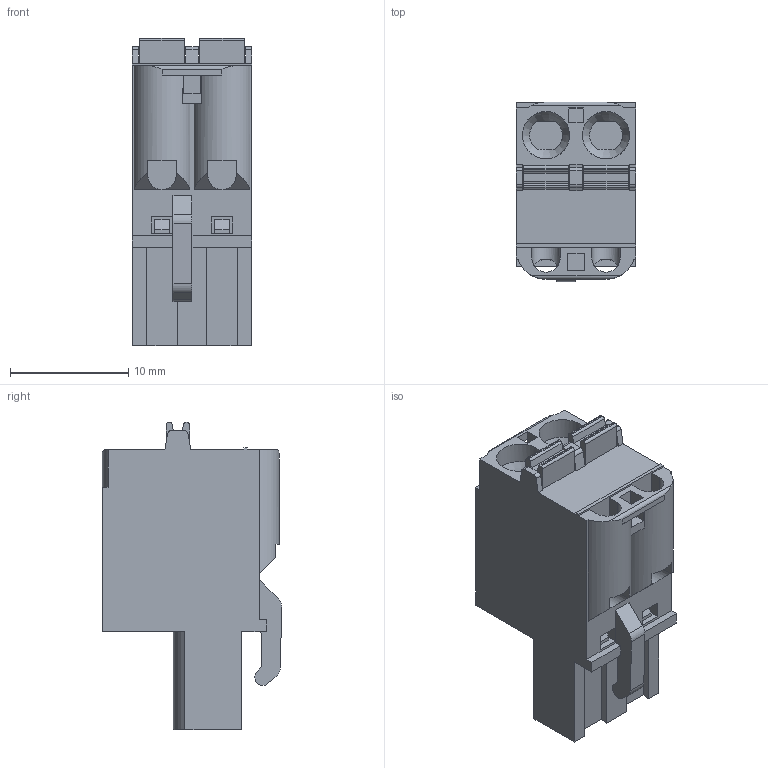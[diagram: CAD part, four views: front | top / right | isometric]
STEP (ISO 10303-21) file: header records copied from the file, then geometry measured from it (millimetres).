
FILE_DESCRIPTION(('STEP AP214'),'1');
FILE_NAME('SHM02-5.08.stp','2015-05-19T07:52:14',(' '),(' '),'Spatial InterOp 3D',' ',' ');
FILE_SCHEMA(('automotive_design'));
Length unit declared in the file: metre
Products named in the file (1): 1
Bounding box: 10.16 x 15.2 x 26 mm (x, y, z)
Volume: 2471.9 mm3; surface area: 1755.5 mm2
Topology: 1 solids, 1 shells, 190 faces, 531 edges, 351 vertices
Faces by surface type: plane 148, cylinder 38, cone 4
Full cylindrical faces by diameter (mm): 4 x2
Entity records: 7620 total; most frequent: CARTESIAN_POINT 1141, ORIENTED_EDGE 1046, DIRECTION 988, EDGE_CURVE 523, LINE 422, VECTOR 422, VERTEX_POINT 349, AXIS2_PLACEMENT_3D 283
